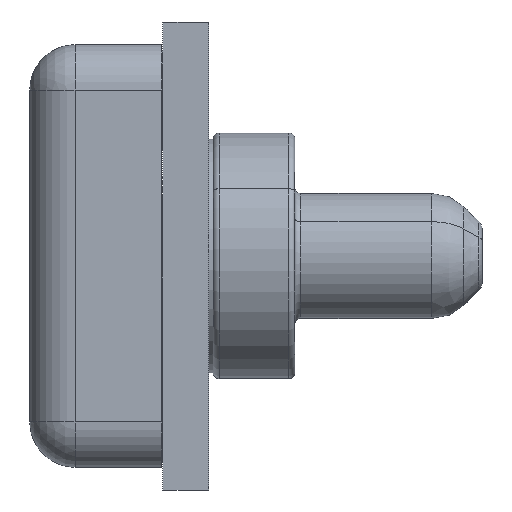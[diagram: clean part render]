
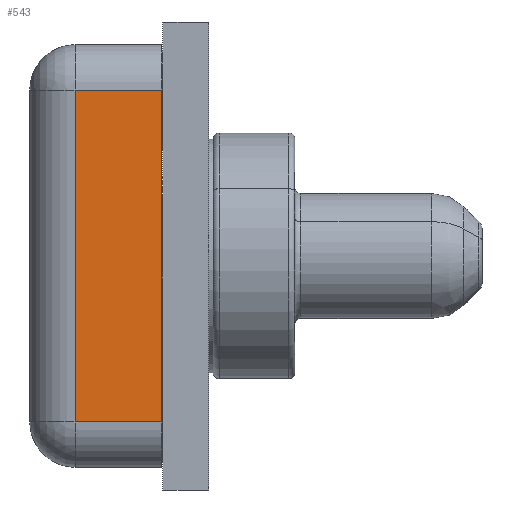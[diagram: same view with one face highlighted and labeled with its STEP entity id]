
A CAD part, left-side view. The second image highlights one B-rep face of the part: STEP entity #543.
In plain terms, the highlighted planar face has unit normal (-1, 0, 0).
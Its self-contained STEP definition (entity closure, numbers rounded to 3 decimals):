
#55=DIRECTION('',(0.,0.,1.));
#56=VECTOR('',#55,7.31);
#57=CARTESIAN_POINT('',(-7.76,-0.1,-3.655));
#58=LINE('',#57,#56);
#59=DIRECTION('',(0.,1.,0.));
#60=VECTOR('',#59,1.91);
#61=CARTESIAN_POINT('',(-7.76,-0.1,-3.655));
#62=LINE('',#61,#60);
#67=DIRECTION('',(0.,1.,0.));
#68=VECTOR('',#67,1.91);
#69=CARTESIAN_POINT('',(-7.76,-0.1,3.655));
#70=LINE('',#69,#68);
#125=DIRECTION('',(0.,0.,1.));
#126=VECTOR('',#125,7.31);
#127=CARTESIAN_POINT('',(-7.76,1.81,-3.655));
#128=LINE('',#127,#126);
#359=CARTESIAN_POINT('',(-7.76,1.81,-3.655));
#361=VERTEX_POINT('',#359);
#379=CARTESIAN_POINT('',(-7.76,1.81,3.655));
#380=VERTEX_POINT('',#379);
#415=CARTESIAN_POINT('',(-7.76,-0.1,-3.655));
#416=CARTESIAN_POINT('',(-7.76,-0.1,3.655));
#417=VERTEX_POINT('',#415);
#418=VERTEX_POINT('',#416);
#529=CARTESIAN_POINT('',(-7.76,2.81,0.));
#530=DIRECTION('',(1.,0.,0.));
#531=DIRECTION('',(0.,0.,-1.));
#532=AXIS2_PLACEMENT_3D('',#529,#530,#531);
#533=PLANE('',#532);
#535=ORIENTED_EDGE('',*,*,#534,.F.);
#537=ORIENTED_EDGE('',*,*,#536,.F.);
#538=ORIENTED_EDGE('',*,*,#519,.T.);
#540=ORIENTED_EDGE('',*,*,#539,.T.);
#541=EDGE_LOOP('',(#535,#537,#538,#540));
#542=FACE_OUTER_BOUND('',#541,.F.);
#519=EDGE_CURVE('',#417,#361,#62,.T.);
#534=EDGE_CURVE('',#418,#380,#70,.T.);
#536=EDGE_CURVE('',#417,#418,#58,.T.);
#539=EDGE_CURVE('',#361,#380,#128,.T.);
#543=ADVANCED_FACE('',(#542),#533,.F.);
